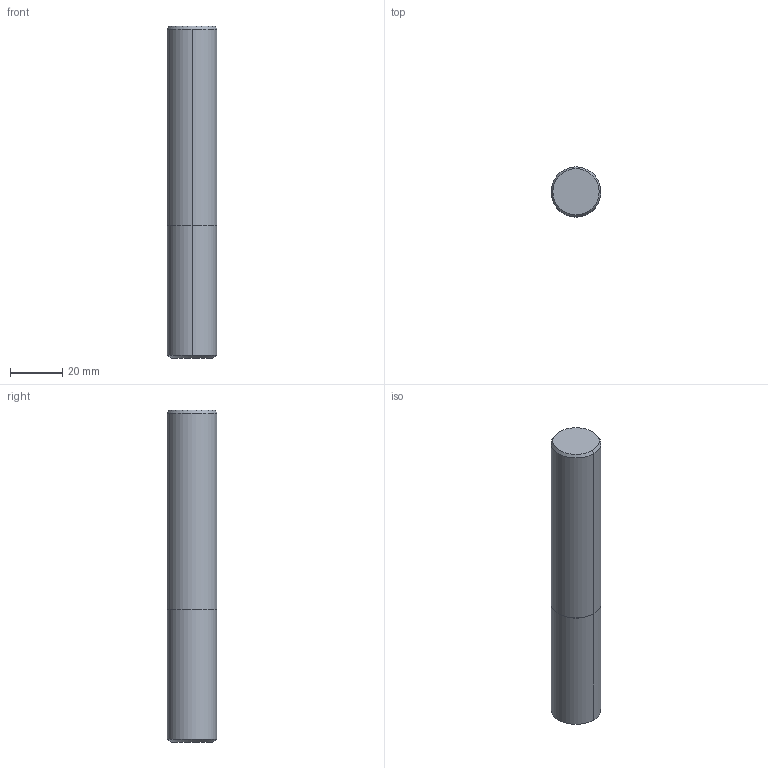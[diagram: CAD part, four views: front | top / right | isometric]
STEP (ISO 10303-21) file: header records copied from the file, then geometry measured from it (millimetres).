
FILE_DESCRIPTION(('no description'),'unknown implementation level');
FILE_NAME('solidr7r_WB0d3QROytoLCyrdFEZVwOI_1.STP',' ',('CIMSOURCE GmbH'),('CADClick - KiM GmbH - www.kimweb.de'),'unknown preprocess','ACIS','unknown authorization');
FILE_SCHEMA(('automotive_design'));
Length unit declared in the file: millimetre
Products named in the file (1): 1
Bounding box: 19.05 x 19.05 x 127 mm (x, y, z)
Volume: 35933.3 mm3; surface area: 8073.8 mm2
Topology: 1 solids, 1 shells, 11 faces, 20 edges, 12 vertices
Faces by surface type: cylinder 4, cone 4, plane 3
Entity records: 564 total; most frequent: DIRECTION 64, CARTESIAN_POINT 48, STYLED_ITEM 44, PRESENTATION_STYLE_ASSIGNMENT 44, COLOUR_RGB 44, ORIENTED_EDGE 40, AXIS2_PLACEMENT_3D 28, EDGE_CURVE 20
